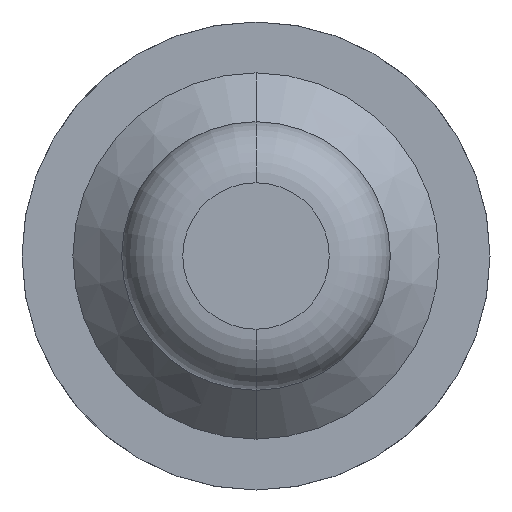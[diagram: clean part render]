
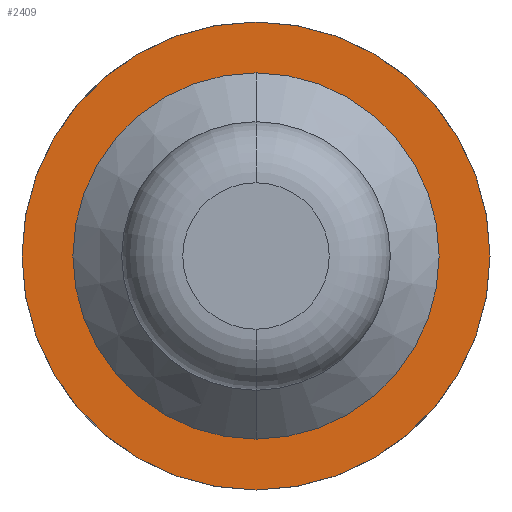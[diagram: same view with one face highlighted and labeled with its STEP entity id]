
A CAD part, front view. The second image highlights one B-rep face of the part: STEP entity #2409.
In plain terms, the highlighted planar face has unit normal (0, -1, 0).
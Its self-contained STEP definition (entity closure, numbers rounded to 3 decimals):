
#56 = CARTESIAN_POINT ( 'NONE',  ( 0., -1.7, 0. ) ) ;
#185 = VERTEX_POINT ( 'NONE', #2337 ) ;
#237 = CARTESIAN_POINT ( 'NONE',  ( 0.35, -1.7, 0. ) ) ;
#503 = DIRECTION ( 'NONE',  ( 0., -1., 0. ) ) ;
#601 = AXIS2_PLACEMENT_3D ( 'NONE', #1782, #2464, #843 ) ;
#843 = DIRECTION ( 'NONE',  ( 0., 0., -1. ) ) ;
#955 = FACE_BOUND ( 'NONE', #3642, .T. ) ;
#1010 = AXIS2_PLACEMENT_3D ( 'NONE', #3425, #503, #1847 ) ;
#1133 = ORIENTED_EDGE ( 'NONE', *, *, #1385, .F. ) ;
#1195 = CARTESIAN_POINT ( 'NONE',  ( 0., -1.7, 0.575 ) ) ;
#1349 = DIRECTION ( 'NONE',  ( 0., 0., -1. ) ) ;
#1385 = EDGE_CURVE ( 'Defeature ausgef�hrt2_11+Defeature ausgef�hrt2_12+Defeature ausgef�hrt2_12+Defeature ausgef�hrt2_12', #2450, #3730, #3304, .T. ) ;
#1573 = EDGE_LOOP ( 'NONE', ( #3773, #2587 ) ) ;
#1641 = CARTESIAN_POINT ( 'NONE',  ( 0., -1.7, -0.35 ) ) ;
#1782 = CARTESIAN_POINT ( 'NONE',  ( 0., -1.7, 0. ) ) ;
#1847 = DIRECTION ( 'NONE',  ( 0., 0., -1. ) ) ;
#1969 = CIRCLE ( 'NONE', #2707, 0.575 ) ;
#1978 = DIRECTION ( 'NONE',  ( 0., -1., 0. ) ) ;
#2084 = CARTESIAN_POINT ( 'NONE',  ( 0., -1.7, 0.35 ) ) ;
#2337 = CARTESIAN_POINT ( 'NONE',  ( 0., -1.7, -0.575 ) ) ;
#2382 = ORIENTED_EDGE ( 'NONE', *, *, #2689, .F. ) ;
#2409 = ADVANCED_FACE ( 'Defeature ausgef�hrt2_12', ( #3244, #955 ), #3874, .T. ) ;
#2450 = VERTEX_POINT ( 'NONE', #1641 ) ;
#2464 = DIRECTION ( 'NONE',  ( 0., -1., 0. ) ) ;
#2587 = ORIENTED_EDGE ( 'NONE', *, *, #2607, .T. ) ;
#2607 = EDGE_CURVE ( 'Defeature ausgef�hrt2_12+Defeature ausgef�hrt2_13+Defeature ausgef�hrt2_13+Defeature ausgef�hrt2_13', #4191, #185, #2977, .T. ) ;
#2689 = EDGE_CURVE ( 'Defeature ausgef�hrt2_11+Defeature ausgef�hrt2_12+Defeature ausgef�hrt2_12+Defeature ausgef�hrt2_12', #3730, #2450, #4052, .T. ) ;
#2707 = AXIS2_PLACEMENT_3D ( 'NONE', #2835, #4124, #4182 ) ;
#2770 = AXIS2_PLACEMENT_3D ( 'NONE', #237, #3463, #3106 ) ;
#2822 = EDGE_CURVE ( 'Defeature ausgef�hrt2_12+Defeature ausgef�hrt2_13+Defeature ausgef�hrt2_13+Defeature ausgef�hrt2_13', #185, #4191, #1969, .T. ) ;
#2835 = CARTESIAN_POINT ( 'NONE',  ( 0., -1.7, 0. ) ) ;
#2977 = CIRCLE ( 'NONE', #601, 0.575 ) ;
#3106 = DIRECTION ( 'NONE',  ( 0., 0., -1. ) ) ;
#3244 = FACE_OUTER_BOUND ( 'NONE', #1573, .T. ) ;
#3304 = CIRCLE ( 'NONE', #4176, 0.35 ) ;
#3425 = CARTESIAN_POINT ( 'NONE',  ( 0., -1.7, 0. ) ) ;
#3463 = DIRECTION ( 'NONE',  ( 0., -1., 0. ) ) ;
#3642 = EDGE_LOOP ( 'NONE', ( #1133, #2382 ) ) ;
#3730 = VERTEX_POINT ( 'NONE', #2084 ) ;
#3773 = ORIENTED_EDGE ( 'NONE', *, *, #2822, .T. ) ;
#3874 = PLANE ( 'NONE',  #2770 ) ;
#4052 = CIRCLE ( 'NONE', #1010, 0.35 ) ;
#4124 = DIRECTION ( 'NONE',  ( 0., -1., 0. ) ) ;
#4176 = AXIS2_PLACEMENT_3D ( 'NONE', #56, #1978, #1349 ) ;
#4182 = DIRECTION ( 'NONE',  ( 0., 0., -1. ) ) ;
#4191 = VERTEX_POINT ( 'NONE', #1195 ) ;
